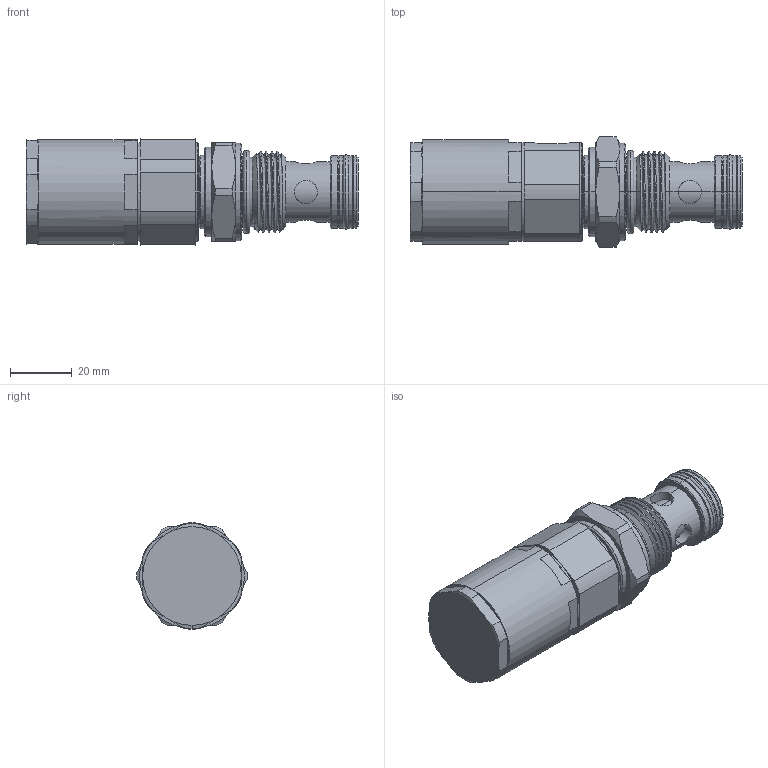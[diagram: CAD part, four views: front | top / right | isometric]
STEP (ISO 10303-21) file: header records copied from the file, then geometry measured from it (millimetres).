
FILE_DESCRIPTION (( 'STEP AP214' ), '1' );
FILE_NAME ('AP17E21.STEP', '2016-04-12T06:12:25', ( '' ), ( '' ), 'SwSTEP 2.0', 'SolidWorks 2012', '' );
FILE_SCHEMA (( 'AUTOMOTIVE_DESIGN' ));
Length unit declared in the file: millimetre
Products named in the file (1): AP17E21
Bounding box: 107.65 x 35.79 x 34.46 mm (x, y, z)
Volume: 73767.1 mm3; surface area: 16339.4 mm2
Topology: 5 solids, 5 shells, 240 faces, 570 edges, 354 vertices
Faces by surface type: cylinder 97, plane 64, cone 55, torus 12, bspline 12
Entity records: 12669 total; most frequent: CARTESIAN_POINT 7269, ORIENTED_EDGE 1140, DIRECTION 1074, EDGE_CURVE 570, AXIS2_PLACEMENT_3D 443, VERTEX_POINT 354, EDGE_LOOP 262, FACE_OUTER_BOUND 240
